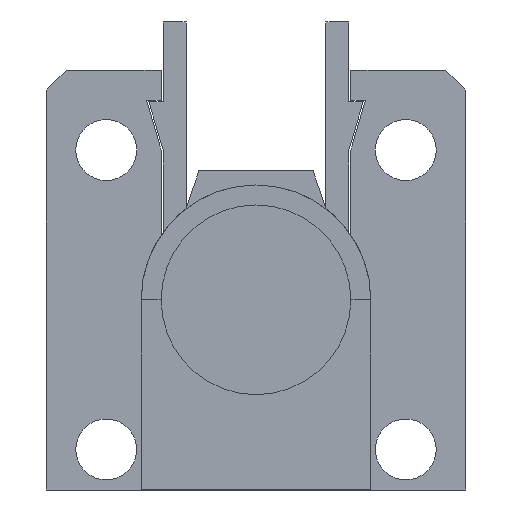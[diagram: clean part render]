
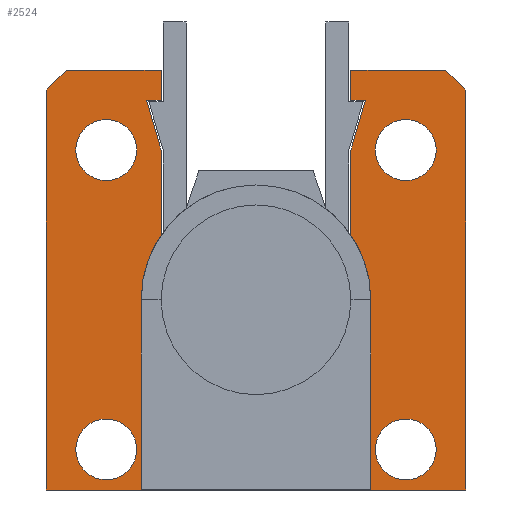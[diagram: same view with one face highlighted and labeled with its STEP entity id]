
A CAD part, front view. The second image highlights one B-rep face of the part: STEP entity #2524.
In plain terms, the highlighted planar face has unit normal (0, -1, 0).
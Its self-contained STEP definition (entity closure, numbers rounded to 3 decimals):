
#48=FACE_BOUND('',#315,.T.);
#49=FACE_BOUND('',#316,.T.);
#50=FACE_BOUND('',#317,.T.);
#51=FACE_BOUND('',#318,.T.);
#67=CIRCLE('',#2665,3.05);
#68=CIRCLE('',#2668,3.05);
#70=CIRCLE('',#2684,3.05);
#71=CIRCLE('',#2687,3.05);
#168=FACE_OUTER_BOUND('',#314,.T.);
#314=EDGE_LOOP('',(#1943,#1944,#1945,#1946,#1947,#1948,#1949,#1950,#1951,
#1952,#1953,#1954,#1955,#1956,#1957,#1958,#1959,#1960,#1961,#1962,#1963,
#1964,#1965,#1966));
#315=EDGE_LOOP('',(#1967));
#316=EDGE_LOOP('',(#1968));
#317=EDGE_LOOP('',(#1969));
#318=EDGE_LOOP('',(#1970));
#393=LINE('',#3488,#705);
#397=LINE('',#3495,#709);
#421=LINE('',#3552,#733);
#423=LINE('',#3556,#735);
#508=LINE('',#3745,#820);
#514=LINE('',#3755,#826);
#516=LINE('',#3762,#828);
#519=LINE('',#3771,#831);
#523=LINE('',#3779,#835);
#528=LINE('',#3787,#840);
#530=LINE('',#3791,#842);
#532=LINE('',#3795,#844);
#533=LINE('',#3797,#845);
#534=LINE('',#3800,#846);
#540=LINE('',#3813,#852);
#542=LINE('',#3817,#854);
#547=LINE('',#3826,#859);
#549=LINE('',#3832,#861);
#551=LINE('',#3839,#863);
#553=LINE('',#3843,#865);
#556=LINE('',#3848,#868);
#559=LINE('',#3853,#871);
#560=LINE('',#3856,#872);
#561=LINE('',#3857,#873);
#705=VECTOR('',#2802,10.);
#709=VECTOR('',#2808,10.);
#733=VECTOR('',#2844,10.);
#735=VECTOR('',#2848,10.);
#820=VECTOR('',#3015,10.);
#826=VECTOR('',#3027,10.);
#828=VECTOR('',#3035,10.);
#831=VECTOR('',#3044,10.);
#835=VECTOR('',#3050,10.);
#840=VECTOR('',#3057,10.);
#842=VECTOR('',#3061,10.);
#844=VECTOR('',#3065,10.);
#845=VECTOR('',#3068,10.);
#846=VECTOR('',#3071,10.);
#852=VECTOR('',#3083,10.);
#854=VECTOR('',#3087,10.);
#859=VECTOR('',#3098,10.);
#861=VECTOR('',#3106,10.);
#863=VECTOR('',#3114,10.);
#865=VECTOR('',#3118,10.);
#868=VECTOR('',#3123,10.);
#871=VECTOR('',#3128,10.);
#872=VECTOR('',#3131,10.);
#873=VECTOR('',#3132,10.);
#1017=VERTEX_POINT('',#3485);
#1018=VERTEX_POINT('',#3487);
#1020=VERTEX_POINT('',#3493);
#1046=VERTEX_POINT('',#3549);
#1047=VERTEX_POINT('',#3551);
#1048=VERTEX_POINT('',#3555);
#1111=VERTEX_POINT('',#3744);
#1112=VERTEX_POINT('',#3753);
#1113=VERTEX_POINT('',#3757);
#1114=VERTEX_POINT('',#3761);
#1115=VERTEX_POINT('',#3765);
#1116=VERTEX_POINT('',#3769);
#1117=VERTEX_POINT('',#3770);
#1120=VERTEX_POINT('',#3778);
#1122=VERTEX_POINT('',#3784);
#1123=VERTEX_POINT('',#3789);
#1124=VERTEX_POINT('',#3793);
#1125=VERTEX_POINT('',#3799);
#1129=VERTEX_POINT('',#3811);
#1130=VERTEX_POINT('',#3815);
#1131=VERTEX_POINT('',#3824);
#1132=VERTEX_POINT('',#3828);
#1133=VERTEX_POINT('',#3834);
#1134=VERTEX_POINT('',#3838);
#1135=VERTEX_POINT('',#3842);
#1136=VERTEX_POINT('',#3846);
#1137=VERTEX_POINT('',#3851);
#1138=VERTEX_POINT('',#3855);
#1253=EDGE_CURVE('',#1017,#1018,#393,.T.);
#1257=EDGE_CURVE('',#1020,#1017,#397,.T.);
#1285=EDGE_CURVE('',#1046,#1047,#421,.T.);
#1287=EDGE_CURVE('',#1048,#1047,#423,.T.);
#1381=EDGE_CURVE('',#1018,#1111,#508,.T.);
#1387=EDGE_CURVE('',#1111,#1112,#514,.T.);
#1388=EDGE_CURVE('',#1113,#1113,#67,.T.);
#1390=EDGE_CURVE('',#1112,#1114,#516,.T.);
#1392=EDGE_CURVE('',#1115,#1115,#68,.T.);
#1394=EDGE_CURVE('',#1116,#1117,#519,.T.);
#1398=EDGE_CURVE('',#1120,#1116,#523,.T.);
#1403=EDGE_CURVE('',#1120,#1122,#528,.T.);
#1405=EDGE_CURVE('',#1123,#1020,#530,.T.);
#1407=EDGE_CURVE('',#1124,#1123,#532,.T.);
#1408=EDGE_CURVE('',#1122,#1124,#533,.T.);
#1409=EDGE_CURVE('',#1125,#1114,#534,.T.);
#1416=EDGE_CURVE('',#1117,#1129,#540,.T.);
#1418=EDGE_CURVE('',#1046,#1130,#542,.T.);
#1423=EDGE_CURVE('',#1130,#1131,#547,.T.);
#1424=EDGE_CURVE('',#1132,#1132,#70,.T.);
#1426=EDGE_CURVE('',#1131,#1125,#549,.T.);
#1427=EDGE_CURVE('',#1133,#1133,#71,.T.);
#1429=EDGE_CURVE('',#1134,#1129,#551,.T.);
#1431=EDGE_CURVE('',#1135,#1134,#553,.T.);
#1434=EDGE_CURVE('',#1135,#1136,#556,.T.);
#1437=EDGE_CURVE('',#1137,#1048,#559,.T.);
#1438=EDGE_CURVE('',#1136,#1138,#560,.T.);
#1439=EDGE_CURVE('',#1138,#1137,#561,.T.);
#1943=ORIENTED_EDGE('',*,*,#1253,.F.);
#1944=ORIENTED_EDGE('',*,*,#1257,.F.);
#1945=ORIENTED_EDGE('',*,*,#1405,.F.);
#1946=ORIENTED_EDGE('',*,*,#1407,.F.);
#1947=ORIENTED_EDGE('',*,*,#1408,.F.);
#1948=ORIENTED_EDGE('',*,*,#1403,.F.);
#1949=ORIENTED_EDGE('',*,*,#1398,.T.);
#1950=ORIENTED_EDGE('',*,*,#1394,.T.);
#1951=ORIENTED_EDGE('',*,*,#1416,.T.);
#1952=ORIENTED_EDGE('',*,*,#1429,.F.);
#1953=ORIENTED_EDGE('',*,*,#1431,.F.);
#1954=ORIENTED_EDGE('',*,*,#1434,.T.);
#1955=ORIENTED_EDGE('',*,*,#1438,.T.);
#1956=ORIENTED_EDGE('',*,*,#1439,.T.);
#1957=ORIENTED_EDGE('',*,*,#1437,.T.);
#1958=ORIENTED_EDGE('',*,*,#1287,.T.);
#1959=ORIENTED_EDGE('',*,*,#1285,.F.);
#1960=ORIENTED_EDGE('',*,*,#1418,.T.);
#1961=ORIENTED_EDGE('',*,*,#1423,.T.);
#1962=ORIENTED_EDGE('',*,*,#1426,.T.);
#1963=ORIENTED_EDGE('',*,*,#1409,.T.);
#1964=ORIENTED_EDGE('',*,*,#1390,.F.);
#1965=ORIENTED_EDGE('',*,*,#1387,.F.);
#1966=ORIENTED_EDGE('',*,*,#1381,.F.);
#1967=ORIENTED_EDGE('',*,*,#1388,.F.);
#1968=ORIENTED_EDGE('',*,*,#1392,.T.);
#1969=ORIENTED_EDGE('',*,*,#1427,.F.);
#1970=ORIENTED_EDGE('',*,*,#1424,.T.);
#2398=PLANE('',#2692);
#2524=ADVANCED_FACE('',(#168,#48,#49,#50,#51),#2398,.T.);
#2665=AXIS2_PLACEMENT_3D('',#3758,#3030,#3031);
#2668=AXIS2_PLACEMENT_3D('',#3766,#3039,#3040);
#2684=AXIS2_PLACEMENT_3D('',#3829,#3101,#3102);
#2687=AXIS2_PLACEMENT_3D('',#3835,#3109,#3110);
#2692=AXIS2_PLACEMENT_3D('',#3854,#3129,#3130);
#2802=DIRECTION('',(0.707,0.,-0.707));
#2808=DIRECTION('',(1.,0.,0.));
#2844=DIRECTION('',(0.707,0.,0.707));
#2848=DIRECTION('',(-1.,0.,0.));
#3015=DIRECTION('',(0.,0.,-1.));
#3027=DIRECTION('',(0.,0.,-1.));
#3030=DIRECTION('center_axis',(0.,-1.,0.));
#3031=DIRECTION('ref_axis',(-1.,0.,0.));
#3035=DIRECTION('',(0.,0.,-1.));
#3039=DIRECTION('center_axis',(0.,1.,0.));
#3040=DIRECTION('ref_axis',(-1.,0.,0.));
#3044=DIRECTION('',(0.,0.,-1.));
#3050=DIRECTION('',(1.,0.,0.));
#3057=DIRECTION('',(0.,0.,1.));
#3061=DIRECTION('',(0.,0.,1.));
#3065=DIRECTION('',(-1.,0.,0.));
#3068=DIRECTION('',(0.279,0.,0.96));
#3071=DIRECTION('',(1.,0.,0.));
#3083=DIRECTION('',(-1.,0.,0.));
#3087=DIRECTION('',(0.,0.,-1.));
#3098=DIRECTION('',(0.,0.,-1.));
#3101=DIRECTION('center_axis',(0.,1.,0.));
#3102=DIRECTION('ref_axis',(1.,0.,0.));
#3106=DIRECTION('',(0.,0.,-1.));
#3109=DIRECTION('center_axis',(0.,-1.,0.));
#3110=DIRECTION('ref_axis',(1.,0.,0.));
#3114=DIRECTION('',(0.,0.,-1.));
#3118=DIRECTION('',(-1.,0.,0.));
#3123=DIRECTION('',(0.,0.,1.));
#3128=DIRECTION('',(0.,0.,1.));
#3129=DIRECTION('center_axis',(0.,-1.,0.));
#3130=DIRECTION('ref_axis',(1.,0.,0.));
#3131=DIRECTION('',(-0.279,0.,0.96));
#3132=DIRECTION('',(1.,0.,0.));
#3485=CARTESIAN_POINT('',(19.,-1.5,23.01));
#3487=CARTESIAN_POINT('',(21.,-1.5,21.01));
#3488=CARTESIAN_POINT('',(17.876,-1.5,24.134));
#3493=CARTESIAN_POINT('',(9.5,-1.5,23.01));
#3495=CARTESIAN_POINT('',(5.2,-1.5,23.01));
#3549=CARTESIAN_POINT('',(-21.,-1.5,21.01));
#3551=CARTESIAN_POINT('',(-19.,-1.5,23.01));
#3552=CARTESIAN_POINT('',(-23.126,-1.5,18.884));
#3555=CARTESIAN_POINT('',(-9.5,-1.5,23.01));
#3556=CARTESIAN_POINT('',(-5.2,-1.5,23.01));
#3744=CARTESIAN_POINT('',(21.,-1.5,8.5));
#3745=CARTESIAN_POINT('',(21.,-1.5,8.5));
#3753=CARTESIAN_POINT('',(21.,-1.5,0.));
#3755=CARTESIAN_POINT('',(21.,-1.5,0.));
#3757=CARTESIAN_POINT('',(18.05,-1.5,15.));
#3758=CARTESIAN_POINT('Origin',(15.,-1.5,15.));
#3761=CARTESIAN_POINT('',(21.,-1.5,-19.05));
#3762=CARTESIAN_POINT('',(21.,-1.5,0.));
#3765=CARTESIAN_POINT('',(18.05,-1.5,-14.99));
#3766=CARTESIAN_POINT('Origin',(15.,-1.5,-14.99));
#3769=CARTESIAN_POINT('',(11.5,-1.5,0.));
#3770=CARTESIAN_POINT('',(11.5,-1.5,-19.));
#3771=CARTESIAN_POINT('',(11.5,-1.5,0.003));
#3778=CARTESIAN_POINT('',(9.5,-1.5,0.));
#3779=CARTESIAN_POINT('',(-0.5,-1.5,0.));
#3784=CARTESIAN_POINT('',(9.5,-1.5,15.));
#3787=CARTESIAN_POINT('',(9.5,-1.5,15.003));
#3789=CARTESIAN_POINT('',(9.5,-1.5,20.));
#3791=CARTESIAN_POINT('',(9.5,-1.5,15.003));
#3793=CARTESIAN_POINT('',(10.954,-1.5,20.));
#3795=CARTESIAN_POINT('',(10.,-1.5,20.));
#3797=CARTESIAN_POINT('',(8.256,-1.5,10.721));
#3799=CARTESIAN_POINT('',(-21.,-1.5,-19.05));
#3800=CARTESIAN_POINT('',(-4.5,-1.5,-19.05));
#3811=CARTESIAN_POINT('',(-11.5,-1.5,-19.));
#3813=CARTESIAN_POINT('',(0.5,-1.5,-19.));
#3815=CARTESIAN_POINT('',(-21.,-1.5,8.5));
#3817=CARTESIAN_POINT('',(-21.,-1.5,8.5));
#3824=CARTESIAN_POINT('',(-21.,-1.5,0.));
#3826=CARTESIAN_POINT('',(-21.,-1.5,0.));
#3828=CARTESIAN_POINT('',(-18.05,-1.5,15.));
#3829=CARTESIAN_POINT('Origin',(-15.,-1.5,15.));
#3832=CARTESIAN_POINT('',(-21.,-1.5,0.));
#3834=CARTESIAN_POINT('',(-18.05,-1.5,-14.99));
#3835=CARTESIAN_POINT('Origin',(-15.,-1.5,-14.99));
#3838=CARTESIAN_POINT('',(-11.5,-1.5,0.));
#3839=CARTESIAN_POINT('',(-11.5,-1.5,0.003));
#3842=CARTESIAN_POINT('',(-9.5,-1.5,0.));
#3843=CARTESIAN_POINT('',(0.5,-1.5,0.));
#3846=CARTESIAN_POINT('',(-9.5,-1.5,15.));
#3848=CARTESIAN_POINT('',(-9.5,-1.5,15.003));
#3851=CARTESIAN_POINT('',(-9.5,-1.5,20.));
#3853=CARTESIAN_POINT('',(-9.5,-1.5,15.003));
#3854=CARTESIAN_POINT('Origin',(-10.5,-1.5,0.005));
#3855=CARTESIAN_POINT('',(-10.954,-1.5,20.));
#3856=CARTESIAN_POINT('',(-8.256,-1.5,10.721));
#3857=CARTESIAN_POINT('',(-10.,-1.5,20.));
